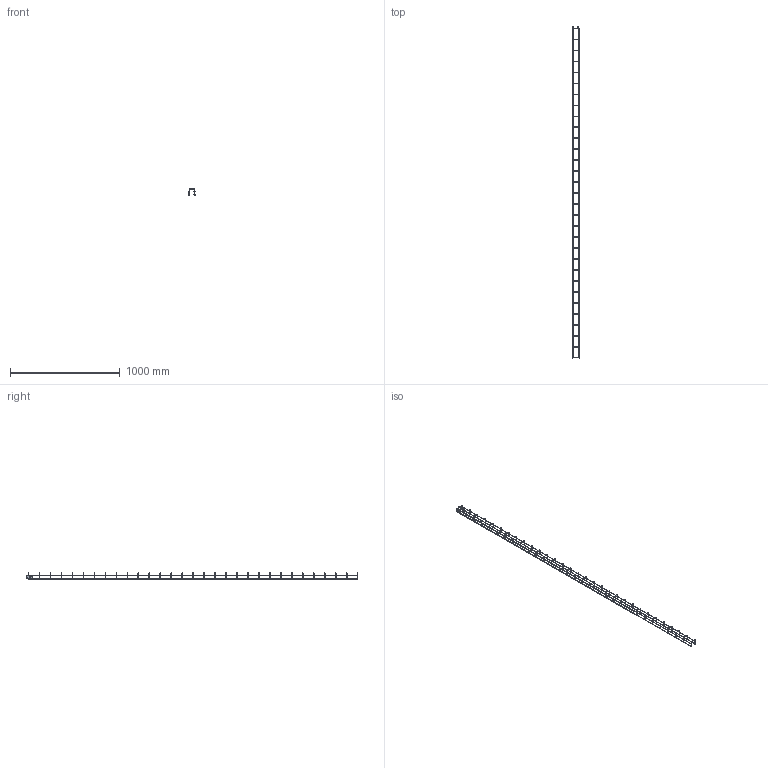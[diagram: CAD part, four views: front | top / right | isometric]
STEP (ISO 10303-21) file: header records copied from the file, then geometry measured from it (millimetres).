
FILE_DESCRIPTION((''),'2;1');
FILE_NAME('940106_ASM','2018-11-07T12:45:22',('tomasz.grudniewski'),(''),'CREO PARAMETRIC BY PTC INC, 2018260','CREO PARAMETRIC BY PTC INC, 2018260','');
FILE_SCHEMA(('CONFIG_CONTROL_DESIGN'));
Length unit declared in the file: millimetre
Products named in the file (4): 940106; ZZLS1_1; ZZLS1_2_20140910; 940106_ASM
Assembly tree (3 placements, depth 2):
  940106_ASM
    940106
    ZZLS1_1
    ZZLS1_2_20140910
Bounding box: 60 x 3024 x 56 mm (x, y, z)
Volume: 216225.4 mm3; surface area: 217962.7 mm2
Topology: 37 solids, 37 shells, 952 faces, 2076 edges, 1224 vertices
Faces by surface type: plane 330, cylinder 250, bspline 144, torus 124, extrusion 88, cone 16
Entity records: 42062 total; most frequent: CARTESIAN_POINT 22381, ORIENTED_EDGE 4152, DIRECTION 3626, EDGE_CURVE 2076, VERTEX_POINT 1224, AXIS2_PLACEMENT_3D 1211, VECTOR 1204, LINE 1116
